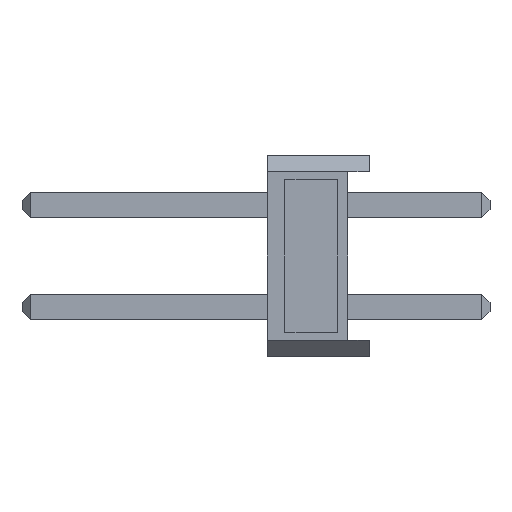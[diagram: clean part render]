
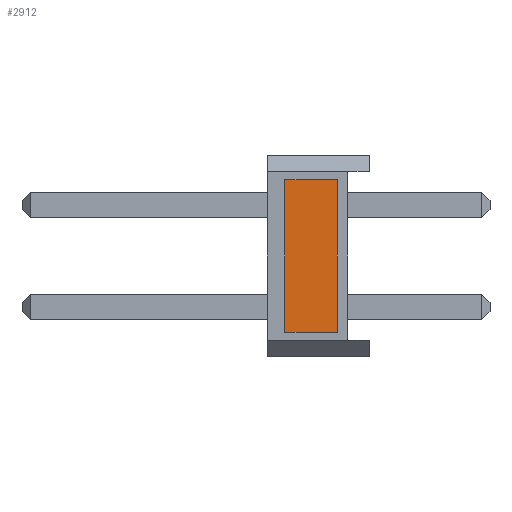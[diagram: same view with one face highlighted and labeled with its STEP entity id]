
A CAD part, left-side view. The second image highlights one B-rep face of the part: STEP entity #2912.
In plain terms, the highlighted planar face has unit normal (-1, 0, 0).
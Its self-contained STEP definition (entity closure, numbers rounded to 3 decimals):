
#382 = VERTEX_POINT ( 'NONE', #16479 ) ;
#623 = DIRECTION ( 'NONE',  ( 1., 0., 0. ) ) ;
#2320 = ORIENTED_EDGE ( 'NONE', *, *, #14877, .T. ) ;
#2659 = EDGE_CURVE ( 'NONE', #382, #11855, #12454, .T. ) ;
#2912 = ADVANCED_FACE ( 'NONE', ( #10915 ), #8836, .F. ) ;
#2971 = ORIENTED_EDGE ( 'NONE', *, *, #14279, .F. ) ;
#3699 = CARTESIAN_POINT ( 'NONE',  ( -1.27, 2.1, 0. ) ) ;
#4036 = CARTESIAN_POINT ( 'NONE',  ( -1.27, 2.1, 1.9 ) ) ;
#5144 = VECTOR ( 'NONE', #12278, 1000. ) ;
#5677 = EDGE_CURVE ( 'NONE', #16610, #16572, #17574, .T. ) ;
#6119 = DIRECTION ( 'NONE',  ( 0., 0., -1. ) ) ;
#7179 = DIRECTION ( 'NONE',  ( 0., -1., 0. ) ) ;
#7638 = DIRECTION ( 'NONE',  ( 0., 0., 1. ) ) ;
#7646 = VECTOR ( 'NONE', #7638, 1000. ) ;
#7987 = DIRECTION ( 'NONE',  ( 0., 0., 1. ) ) ;
#8007 = CARTESIAN_POINT ( 'NONE',  ( -1.27, 2.1, -1.9 ) ) ;
#8684 = EDGE_LOOP ( 'NONE', ( #2320, #10527, #2971, #12676 ) ) ;
#8836 = PLANE ( 'NONE',  #11733 ) ;
#9304 = LINE ( 'NONE', #10626, #12532 ) ;
#9386 = CARTESIAN_POINT ( 'NONE',  ( -1.27, 0.8, 1.9 ) ) ;
#10342 = CARTESIAN_POINT ( 'NONE',  ( -1.27, 0.8, -1.9 ) ) ;
#10527 = ORIENTED_EDGE ( 'NONE', *, *, #5677, .F. ) ;
#10626 = CARTESIAN_POINT ( 'NONE',  ( -1.27, 0.8, 0. ) ) ;
#10793 = VECTOR ( 'NONE', #7179, 1000. ) ;
#10915 = FACE_OUTER_BOUND ( 'NONE', #8684, .T. ) ;
#11733 = AXIS2_PLACEMENT_3D ( 'NONE', #14374, #623, #6119 ) ;
#11855 = VERTEX_POINT ( 'NONE', #10342 ) ;
#12278 = DIRECTION ( 'NONE',  ( 0., -1., 0. ) ) ;
#12397 = LINE ( 'NONE', #3699, #7646 ) ;
#12454 = LINE ( 'NONE', #8007, #5144 ) ;
#12532 = VECTOR ( 'NONE', #7987, 1000. ) ;
#12676 = ORIENTED_EDGE ( 'NONE', *, *, #2659, .T. ) ;
#12729 = CARTESIAN_POINT ( 'NONE',  ( -1.27, 2.1, 1.9 ) ) ;
#14279 = EDGE_CURVE ( 'NONE', #382, #16610, #12397, .T. ) ;
#14374 = CARTESIAN_POINT ( 'NONE',  ( -1.27, 2.1, 0. ) ) ;
#14877 = EDGE_CURVE ( 'NONE', #11855, #16572, #9304, .T. ) ;
#16479 = CARTESIAN_POINT ( 'NONE',  ( -1.27, 2.1, -1.9 ) ) ;
#16572 = VERTEX_POINT ( 'NONE', #9386 ) ;
#16610 = VERTEX_POINT ( 'NONE', #4036 ) ;
#17574 = LINE ( 'NONE', #12729, #10793 ) ;
